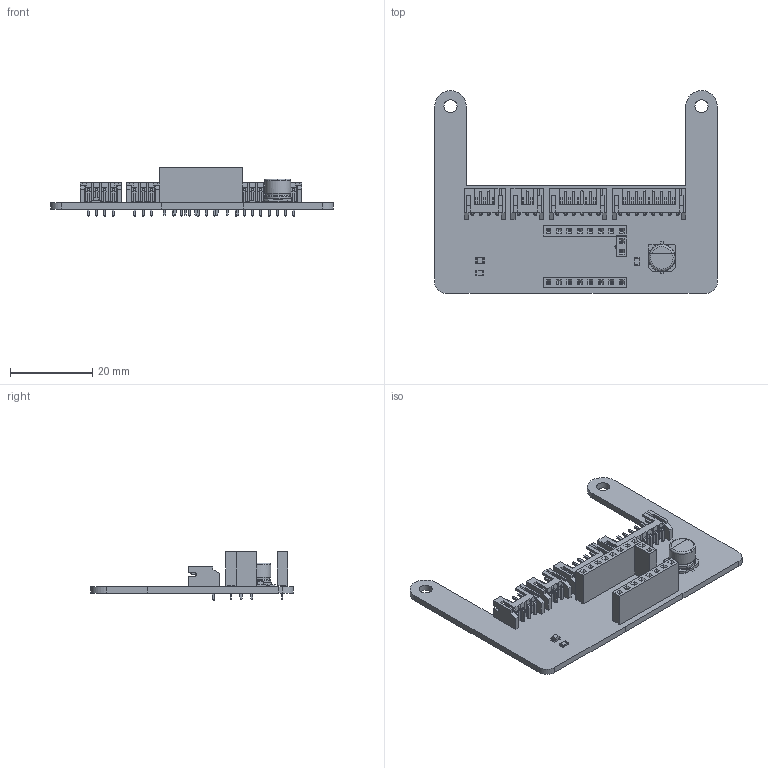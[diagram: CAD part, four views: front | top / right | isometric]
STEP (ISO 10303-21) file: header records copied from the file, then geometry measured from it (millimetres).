
FILE_DESCRIPTION(('KiCad electronic assembly'),'2;1');
FILE_NAME('z-axis-addon.step','2026-02-21T17:05:29',('Pcbnew'),('Kicad') ,'Open CASCADE STEP processor 7.9','KiCad to STEP converter','Unknown' );
FILE_SCHEMA(('AUTOMOTIVE_DESIGN { 1 0 10303 214 1 1 1 1 }'));
Length unit declared in the file: millimetre
Products named in the file (11): z-axis-addon 1; CP_Elec_6.3x5.7; R_0805_2012Metric; LED_0805_2012Metric; JST_PH_S6B-PH-K_1x06_P2.00mm_Horizontal; PinSocket_1x08_P2.54mm_Vertical; PinSocket_1x02_P2.54mm_Vertical; JST_PH_S3B-PH-K_1x03_P2.00mm_Horizontal; JST_PH_S8B-PH-K_1x08_P2.00mm_Horizontal; JST_PH_S4B-PH-K_1x04_P2.00mm_Horizontal; z-axis-addon_PCB
Assembly tree (12 placements, depth 2):
  z-axis-addon 1
    CP_Elec_6.3x5.7
    R_0805_2012Metric  x2
    LED_0805_2012Metric
    JST_PH_S6B-PH-K_1x06_P2.00mm_Horizontal
    PinSocket_1x08_P2.54mm_Vertical  x2
    PinSocket_1x02_P2.54mm_Vertical
    JST_PH_S3B-PH-K_1x03_P2.00mm_Horizontal
    JST_PH_S8B-PH-K_1x08_P2.00mm_Horizontal
    JST_PH_S4B-PH-K_1x04_P2.00mm_Horizontal
    z-axis-addon_PCB
Bounding box: 68.58 x 49.28 x 11.9 mm (x, y, z)
Volume: 4980 mm3; surface area: 8783.7 mm2
Topology: 12 solids, 12 shells, 1564 faces, 4177 edges, 2701 vertices
Faces by surface type: plane 1427, cylinder 130, torus 4, bspline 2, revolution 1
Full cylindrical faces by diameter (mm): 0.75 x21, 0.762 x19, 3.2 x2, 6.3 x2
Entity records: 50930 total; most frequent: CARTESIAN_POINT 7336, ORIENTED_EDGE 7082, DIRECTION 6448, EDGE_CURVE 3541, LINE 3281, VECTOR 3281, VERTEX_POINT 2289, AXIS2_PLACEMENT_3D 1583
